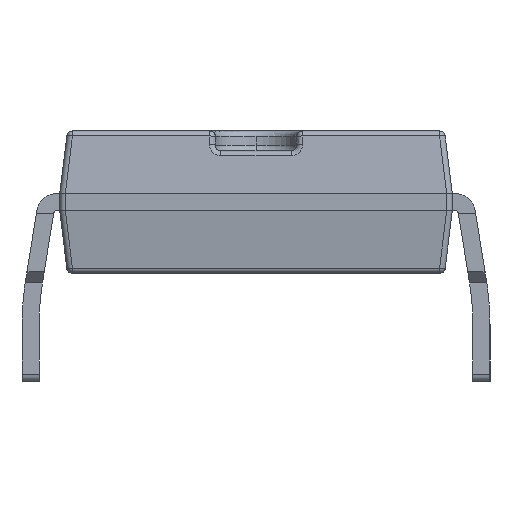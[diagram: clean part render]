
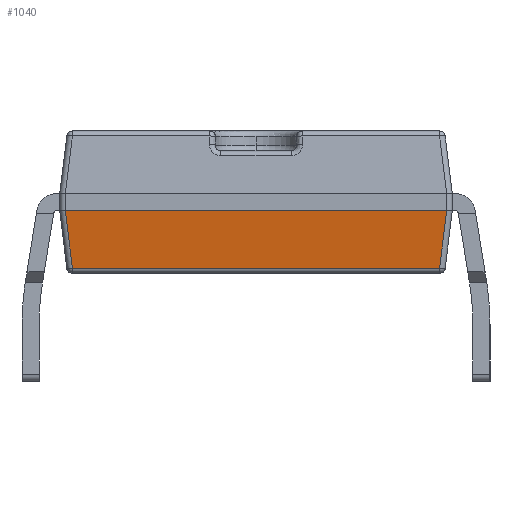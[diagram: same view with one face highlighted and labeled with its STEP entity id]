
A CAD part, left-side view. The second image highlights one B-rep face of the part: STEP entity #1040.
In plain terms, the highlighted planar face has unit normal (-0.993, 0, -0.122).
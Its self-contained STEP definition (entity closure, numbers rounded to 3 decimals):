
#1040 = ADVANCED_FACE ( 'NONE', ( #15779 ), #7921, .T. ) ;
#3417 = CARTESIAN_POINT ( 'NONE',  ( -18.5, -6.7, 2.2 ) ) ;
#3537 = ORIENTED_EDGE ( 'NONE', *, *, #11854, .T. ) ;
#4841 = CARTESIAN_POINT ( 'NONE',  ( -18.5, -6.7, 2.2 ) ) ;
#5527 = EDGE_CURVE ( 'NONE', #13608, #13727, #47649, .T. ) ;
#5635 = CARTESIAN_POINT ( 'NONE',  ( -18.5, 6.7, 2.2 ) ) ;
#6071 = ORIENTED_EDGE ( 'NONE', *, *, #52090, .T. ) ;
#7921 = PLANE ( 'NONE',  #23242 ) ;
#8679 = EDGE_LOOP ( 'NONE', ( #6071, #32808, #39594, #27768, #3537, #13592 ) ) ;
#8816 = LINE ( 'NONE', #15725, #30718 ) ;
#10088 = CARTESIAN_POINT ( 'NONE',  ( -18.5, 6.701, 2.2 ) ) ;
#10180 = VERTEX_POINT ( 'NONE', #34734 ) ;
#10316 = VERTEX_POINT ( 'NONE', #3417 ) ;
#11854 = EDGE_CURVE ( 'NONE', #13727, #29703, #41628, .T. ) ;
#11928 = VECTOR ( 'NONE', #27580, 1000. ) ;
#13388 = DIRECTION ( 'NONE',  ( 0., -1., 0. ) ) ;
#13590 = EDGE_CURVE ( 'NONE', #36743, #10316, #13658, .T. ) ;
#13592 = ORIENTED_EDGE ( 'NONE', *, *, #44162, .T. ) ;
#13608 = VERTEX_POINT ( 'NONE', #5635 ) ;
#13658 =( BOUNDED_CURVE ( )  B_SPLINE_CURVE ( 3, ( #20879, #50138, #4841, #49081 ),
 .UNSPECIFIED., .F., .F. ) 
 B_SPLINE_CURVE_WITH_KNOTS ( ( 4, 4 ),
 ( 3.134, 3.142 ),
 .UNSPECIFIED. ) 
 CURVE ( )  GEOMETRIC_REPRESENTATION_ITEM ( )  RATIONAL_B_SPLINE_CURVE ( ( 1., 1., 1., 1. ) ) 
 REPRESENTATION_ITEM ( '' )  );
#13727 = VERTEX_POINT ( 'NONE', #10088 ) ;
#14358 = CARTESIAN_POINT ( 'NONE',  ( -18.251, 6.453, 0.176 ) ) ;
#15725 = CARTESIAN_POINT ( 'NONE',  ( -18.503, -6.704, 2.224 ) ) ;
#15779 = FACE_OUTER_BOUND ( 'NONE', #8679, .T. ) ;
#18231 = DIRECTION ( 'NONE',  ( 0., -1., 0. ) ) ;
#18950 = CARTESIAN_POINT ( 'NONE',  ( -18.5, 6.701, 2.2 ) ) ;
#20879 = CARTESIAN_POINT ( 'NONE',  ( -18.5, -6.701, 2.2 ) ) ;
#23200 = LINE ( 'NONE', #38177, #30719 ) ;
#23242 = AXIS2_PLACEMENT_3D ( 'NONE', #40726, #32079, #48164 ) ;
#25981 = CARTESIAN_POINT ( 'NONE',  ( -18.251, -6.9, 0.176 ) ) ;
#27580 = DIRECTION ( 'NONE',  ( 0.121, -0.121, -0.985 ) ) ;
#27768 = ORIENTED_EDGE ( 'NONE', *, *, #5527, .T. ) ;
#29648 = VECTOR ( 'NONE', #13388, 1000. ) ;
#29703 = VERTEX_POINT ( 'NONE', #14358 ) ;
#30718 = VECTOR ( 'NONE', #31758, 1000. ) ;
#30719 = VECTOR ( 'NONE', #18231, 1000. ) ;
#31758 = DIRECTION ( 'NONE',  ( -0.121, -0.121, 0.985 ) ) ;
#32079 = DIRECTION ( 'NONE',  ( -0.993, 0., -0.122 ) ) ;
#32808 = ORIENTED_EDGE ( 'NONE', *, *, #13590, .T. ) ;
#34076 = CARTESIAN_POINT ( 'NONE',  ( -18.5, -6.701, 2.2 ) ) ;
#34734 = CARTESIAN_POINT ( 'NONE',  ( -18.251, -6.453, 0.176 ) ) ;
#36743 = VERTEX_POINT ( 'NONE', #34076 ) ;
#37044 = LINE ( 'NONE', #25981, #29648 ) ;
#37669 = CARTESIAN_POINT ( 'NONE',  ( -18.301, 6.502, 0.579 ) ) ;
#38177 = CARTESIAN_POINT ( 'NONE',  ( -18.5, -6.9, 2.2 ) ) ;
#38906 = CARTESIAN_POINT ( 'NONE',  ( -18.5, 6.7, 2.2 ) ) ;
#39594 = ORIENTED_EDGE ( 'NONE', *, *, #45617, .F. ) ;
#40726 = CARTESIAN_POINT ( 'NONE',  ( -18.5, -6.9, 2.2 ) ) ;
#41628 = LINE ( 'NONE', #37669, #11928 ) ;
#44162 = EDGE_CURVE ( 'NONE', #29703, #10180, #37044, .T. ) ;
#45617 = EDGE_CURVE ( 'NONE', #13608, #10316, #23200, .T. ) ;
#47649 =( BOUNDED_CURVE ( )  B_SPLINE_CURVE ( 3, ( #50836, #38906, #18950, #51084 ),
 .UNSPECIFIED., .F., .F. ) 
 B_SPLINE_CURVE_WITH_KNOTS ( ( 4, 4 ),
 ( 3.142, 3.149 ),
 .UNSPECIFIED. ) 
 CURVE ( )  GEOMETRIC_REPRESENTATION_ITEM ( )  RATIONAL_B_SPLINE_CURVE ( ( 1., 1., 1., 1. ) ) 
 REPRESENTATION_ITEM ( '' )  );
#48164 = DIRECTION ( 'NONE',  ( 0., 1., 0. ) ) ;
#49081 = CARTESIAN_POINT ( 'NONE',  ( -18.5, -6.7, 2.2 ) ) ;
#50138 = CARTESIAN_POINT ( 'NONE',  ( -18.5, -6.701, 2.2 ) ) ;
#50836 = CARTESIAN_POINT ( 'NONE',  ( -18.5, 6.7, 2.2 ) ) ;
#51084 = CARTESIAN_POINT ( 'NONE',  ( -18.5, 6.701, 2.2 ) ) ;
#52090 = EDGE_CURVE ( 'NONE', #10180, #36743, #8816, .T. ) ;
